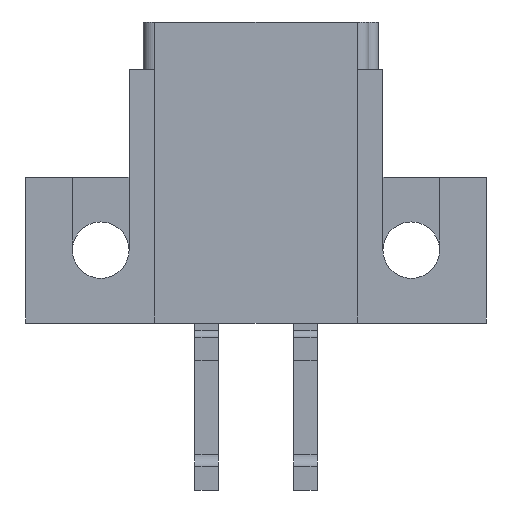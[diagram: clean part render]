
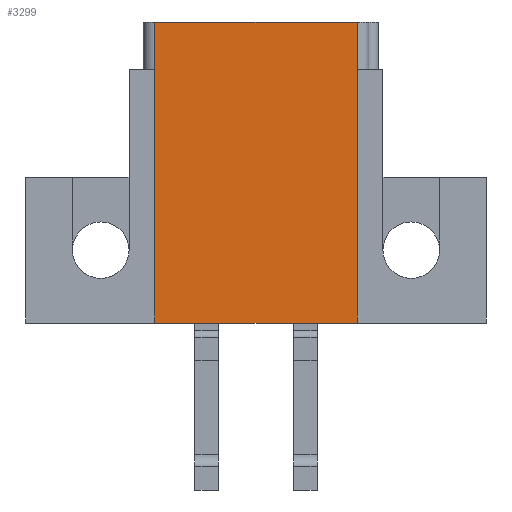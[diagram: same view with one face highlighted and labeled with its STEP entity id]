
A CAD part, front view. The second image highlights one B-rep face of the part: STEP entity #3299.
In plain terms, the highlighted planar face has unit normal (0, -1, 0).
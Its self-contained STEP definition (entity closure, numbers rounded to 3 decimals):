
#81=DIRECTION('',(-1.,0.,0.));
#82=VECTOR('',#81,8.6);
#83=CARTESIAN_POINT('',(4.3,0.4,0.));
#84=LINE('',#83,#82);
#356=DIRECTION('',(-1.,0.,0.));
#357=VECTOR('',#356,8.6);
#358=CARTESIAN_POINT('',(4.3,0.4,-12.8));
#359=LINE('',#358,#357);
#960=DIRECTION('',(0.,0.,1.));
#961=VECTOR('',#960,2.);
#962=CARTESIAN_POINT('',(4.3,0.4,-2.));
#963=LINE('',#962,#961);
#982=DIRECTION('',(0.,0.,1.));
#983=VECTOR('',#982,10.8);
#984=CARTESIAN_POINT('',(4.3,0.4,-12.8));
#985=LINE('',#984,#983);
#1330=DIRECTION('',(0.,0.,1.));
#1331=VECTOR('',#1330,2.);
#1332=CARTESIAN_POINT('',(-4.3,0.4,-2.));
#1333=LINE('',#1332,#1331);
#1391=DIRECTION('',(0.,0.,-1.));
#1392=VECTOR('',#1391,10.8);
#1393=CARTESIAN_POINT('',(-4.3,0.4,-2.));
#1394=LINE('',#1393,#1392);
#1439=CARTESIAN_POINT('',(4.3,0.4,-12.8));
#1440=CARTESIAN_POINT('',(-4.3,0.4,-12.8));
#1441=VERTEX_POINT('',#1439);
#1442=VERTEX_POINT('',#1440);
#1687=CARTESIAN_POINT('',(4.3,0.4,-2.));
#1688=CARTESIAN_POINT('',(4.3,0.4,0.));
#1689=VERTEX_POINT('',#1687);
#1690=VERTEX_POINT('',#1688);
#1731=CARTESIAN_POINT('',(-4.3,0.4,0.));
#1732=VERTEX_POINT('',#1731);
#1733=CARTESIAN_POINT('',(-4.3,0.4,-2.));
#1734=VERTEX_POINT('',#1733);
#3283=CARTESIAN_POINT('',(4.8,0.4,0.));
#3284=DIRECTION('',(0.,-1.,0.));
#3285=DIRECTION('',(-1.,0.,0.));
#3286=AXIS2_PLACEMENT_3D('',#3283,#3284,#3285);
#3287=PLANE('',#3286);
#3288=ORIENTED_EDGE('',*,*,#3274,.F.);
#3290=ORIENTED_EDGE('',*,*,#3289,.F.);
#3291=ORIENTED_EDGE('',*,*,#2199,.T.);
#3293=ORIENTED_EDGE('',*,*,#3292,.F.);
#3295=ORIENTED_EDGE('',*,*,#3294,.T.);
#3296=ORIENTED_EDGE('',*,*,#1878,.F.);
#3297=EDGE_LOOP('',(#3288,#3290,#3291,#3293,#3295,#3296));
#3298=FACE_OUTER_BOUND('',#3297,.F.);
#3299=ADVANCED_FACE('',(#3298),#3287,.T.);
#1878=EDGE_CURVE('',#1690,#1732,#84,.T.);
#2199=EDGE_CURVE('',#1441,#1442,#359,.T.);
#3274=EDGE_CURVE('',#1689,#1690,#963,.T.);
#3289=EDGE_CURVE('',#1441,#1689,#985,.T.);
#3292=EDGE_CURVE('',#1734,#1442,#1394,.T.);
#3294=EDGE_CURVE('',#1734,#1732,#1333,.T.);
